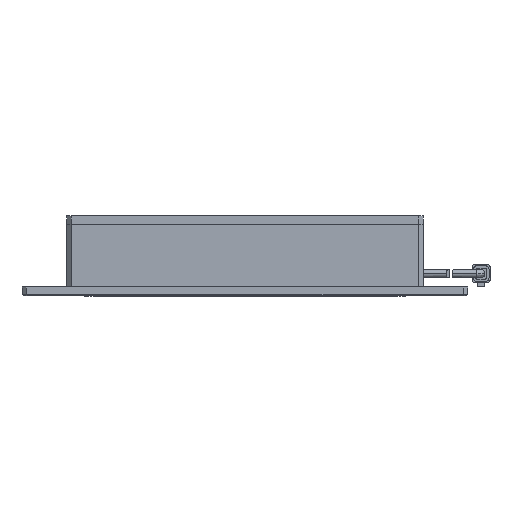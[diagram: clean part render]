
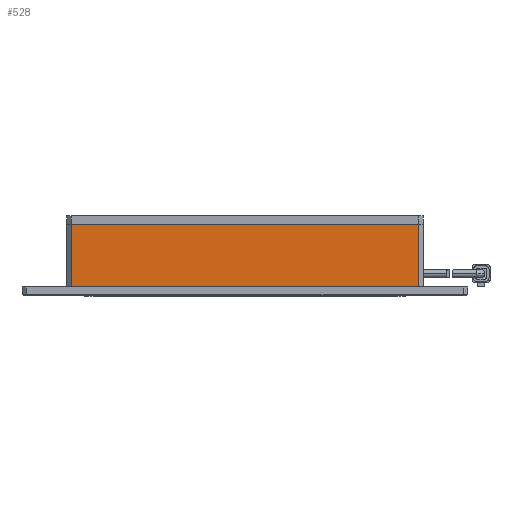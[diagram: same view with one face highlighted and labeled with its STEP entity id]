
A CAD part, front view. The second image highlights one B-rep face of the part: STEP entity #528.
In plain terms, the highlighted planar face has unit normal (0, -1, 0).
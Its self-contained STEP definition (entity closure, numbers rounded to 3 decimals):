
#221 = LINE ( 'NONE', #1525, #12643 ) ;
#264 = ORIENTED_EDGE ( 'NONE', *, *, #8659, .T. ) ;
#528 = ADVANCED_FACE ( 'NONE', ( #2470 ), #11467, .F. ) ;
#610 = CARTESIAN_POINT ( 'NONE',  ( -22.948, -48.2, 14. ) ) ;
#775 = EDGE_CURVE ( 'NONE', #6665, #853, #2235, .T. ) ;
#853 = VERTEX_POINT ( 'NONE', #16351 ) ;
#1107 = ORIENTED_EDGE ( 'NONE', *, *, #775, .F. ) ;
#1525 = CARTESIAN_POINT ( 'NONE',  ( -22.948, -48.2, 0. ) ) ;
#2005 = DIRECTION ( 'NONE',  ( 0., 0., 1. ) ) ;
#2068 = DIRECTION ( 'NONE',  ( 0., 0., -1. ) ) ;
#2235 = LINE ( 'NONE', #2498, #15957 ) ;
#2470 = FACE_OUTER_BOUND ( 'NONE', #8673, .T. ) ;
#2498 = CARTESIAN_POINT ( 'NONE',  ( 56.052, -48.2, 14. ) ) ;
#2958 = ORIENTED_EDGE ( 'NONE', *, *, #11513, .F. ) ;
#3880 = DIRECTION ( 'NONE',  ( 0., 0., -1. ) ) ;
#4085 = CARTESIAN_POINT ( 'NONE',  ( -21.948, -48.2, 0. ) ) ;
#6423 = VECTOR ( 'NONE', #2068, 1000. ) ;
#6665 = VERTEX_POINT ( 'NONE', #13007 ) ;
#7899 = ORIENTED_EDGE ( 'NONE', *, *, #11227, .T. ) ;
#8659 = EDGE_CURVE ( 'NONE', #6665, #16180, #17620, .T. ) ;
#8673 = EDGE_LOOP ( 'NONE', ( #7899, #2958, #1107, #264 ) ) ;
#10145 = DIRECTION ( 'NONE',  ( 0., 1., 0. ) ) ;
#10195 = AXIS2_PLACEMENT_3D ( 'NONE', #610, #10145, #2005 ) ;
#10210 = CARTESIAN_POINT ( 'NONE',  ( -21.948, -48.2, 14. ) ) ;
#11227 = EDGE_CURVE ( 'NONE', #16180, #16890, #16939, .T. ) ;
#11467 = PLANE ( 'NONE',  #10195 ) ;
#11513 = EDGE_CURVE ( 'NONE', #853, #16890, #221, .T. ) ;
#11931 = CARTESIAN_POINT ( 'NONE',  ( -22.948, -48.2, 14. ) ) ;
#12643 = VECTOR ( 'NONE', #13798, 1000. ) ;
#12889 = CARTESIAN_POINT ( 'NONE',  ( -21.948, -48.2, 14. ) ) ;
#13007 = CARTESIAN_POINT ( 'NONE',  ( 56.052, -48.2, 14. ) ) ;
#13339 = DIRECTION ( 'NONE',  ( -1., 0., 0. ) ) ;
#13533 = VECTOR ( 'NONE', #13339, 1000. ) ;
#13798 = DIRECTION ( 'NONE',  ( -1., 0., 0. ) ) ;
#15957 = VECTOR ( 'NONE', #3880, 1000. ) ;
#16180 = VERTEX_POINT ( 'NONE', #12889 ) ;
#16351 = CARTESIAN_POINT ( 'NONE',  ( 56.052, -48.2, 0. ) ) ;
#16890 = VERTEX_POINT ( 'NONE', #4085 ) ;
#16939 = LINE ( 'NONE', #10210, #6423 ) ;
#17620 = LINE ( 'NONE', #11931, #13533 ) ;
